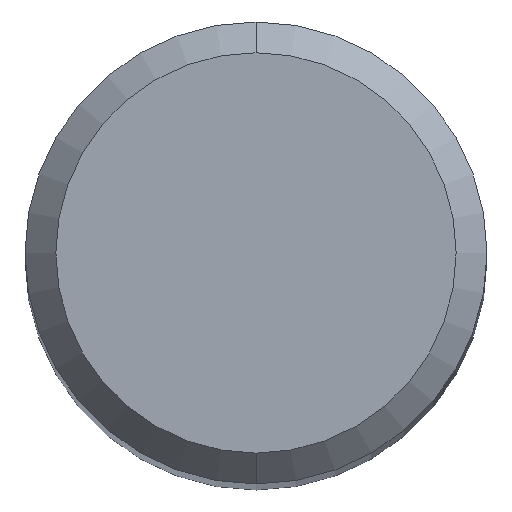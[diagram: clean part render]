
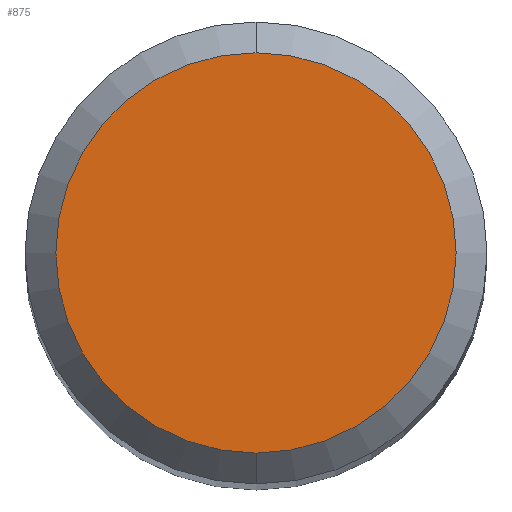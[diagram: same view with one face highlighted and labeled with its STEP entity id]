
A CAD part, top view. The second image highlights one B-rep face of the part: STEP entity #875.
In plain terms, the highlighted planar face has unit normal (0, 0, 1).
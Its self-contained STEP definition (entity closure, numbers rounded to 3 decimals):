
#691=VERTEX_POINT('',#1366);
#785=EDGE_CURVE('',#841,#691,#1466,.T.);
#841=VERTEX_POINT('',#1528);
#875=ADVANCED_FACE('',(#1565),#1566,.T.);
#951=EDGE_CURVE('',#691,#841,#1652,.T.);
#1366=CARTESIAN_POINT('',(0.0,2.6,0.0));
#1466=CIRCLE('',#3128,2.6);
#1528=CARTESIAN_POINT('',(0.,-2.6,0.0));
#1565=FACE_OUTER_BOUND('',#3398,.T.);
#1566=PLANE('',#3399);
#1652=CIRCLE('',#3651,2.6);
#3128=AXIS2_PLACEMENT_3D('',#4189,#4190,#4191);
#3398=EDGE_LOOP('',(#4325,#4326));
#3399=AXIS2_PLACEMENT_3D('',#4327,#4328,#4329);
#3651=AXIS2_PLACEMENT_3D('',#4437,#4438,#4439);
#4189=CARTESIAN_POINT('',(0.0,0.0,0.0));
#4190=DIRECTION('',(0.0,0.0,-1.0));
#4191=DIRECTION('',(0.0,1.0,0.0));
#4325=ORIENTED_EDGE('',*,*,#951,.F.);
#4326=ORIENTED_EDGE('',*,*,#785,.F.);
#4327=CARTESIAN_POINT('',(0.0,1.3,0.0));
#4328=DIRECTION('',(-0.0,0.0,1.0));
#4329=DIRECTION('',(0.0,-1.0,0.0));
#4437=CARTESIAN_POINT('',(0.0,0.0,0.0));
#4438=DIRECTION('',(0.0,0.0,-1.0));
#4439=DIRECTION('',(0.0,1.0,0.0));
